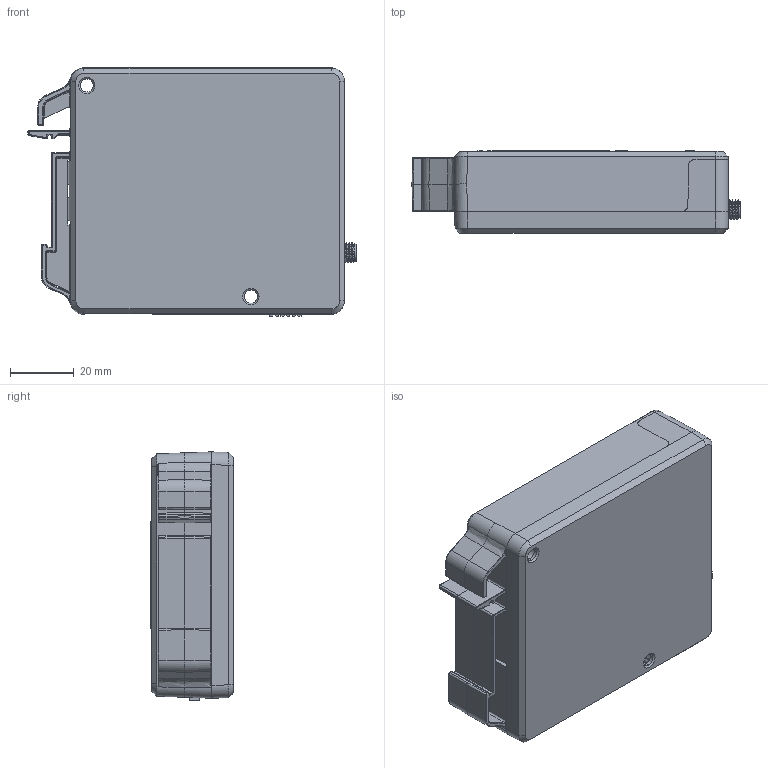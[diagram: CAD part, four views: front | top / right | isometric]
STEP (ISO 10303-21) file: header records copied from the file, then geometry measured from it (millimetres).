
FILE_DESCRIPTION (( 'STEP AP203' ), '1' );
FILE_NAME ('3D_M220209084158_MIRO 2LAN extern_000.STEP', '2022-02-09T08:14:31', ( '' ), ( '' ), 'SwSTEP 2.0', 'SolidWorks 2021', '' );
FILE_SCHEMA (( 'CONFIG_CONTROL_DESIGN' ));
Products named in the file (1): 3D_M220209084158_MIRO 2LAN extern_000
Bounding box: 102.56 x 25.8 x 77.59 mm (x, y, z)
Surface area: 44986.5 mm2 (no closed solid volume)
Topology: 0 solids, 70 shells, 1228 faces, 5172 edges, 3949 vertices
Faces by surface type: plane 725, cylinder 255, bspline 205, cone 30, torus 13
Entity records: 61875 total; most frequent: CARTESIAN_POINT 23337, ORIENTED_EDGE 7575, DIRECTION 6794, EDGE_CURVE 5156, VERTEX_POINT 3949, VECTOR 3442, LINE 3442, AXIS2_PLACEMENT_3D 1676
